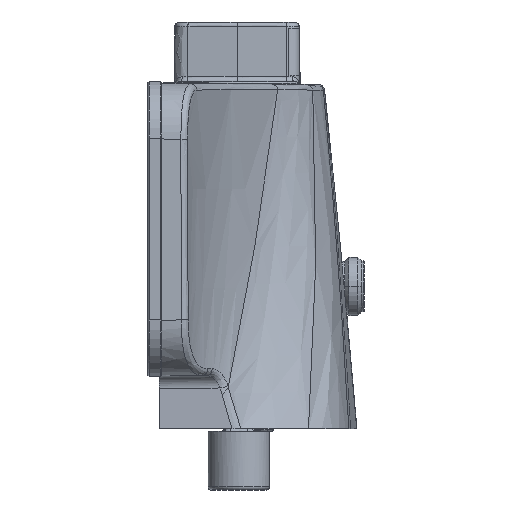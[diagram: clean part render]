
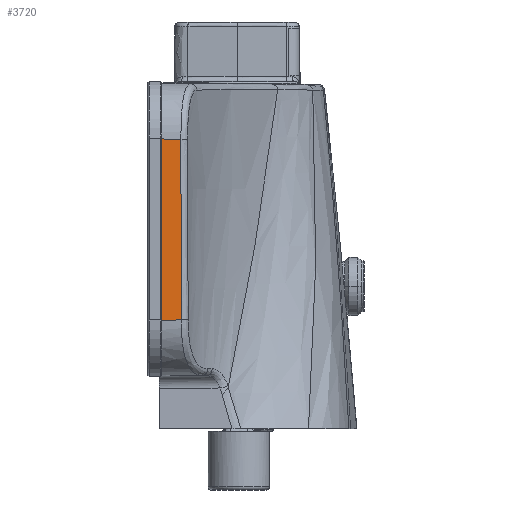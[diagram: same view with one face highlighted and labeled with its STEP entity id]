
A CAD part, left-side view. The second image highlights one B-rep face of the part: STEP entity #3720.
In plain terms, the highlighted cylindrical face has radius 2000 mm (diameter 4000 mm), a partial arc.
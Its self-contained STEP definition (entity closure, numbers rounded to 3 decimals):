
#634 = CARTESIAN_POINT ( 'NONE',  ( -184.887, -5.977, 37.649 ) ) ;
#1673 = CARTESIAN_POINT ( 'NONE',  ( -185.021, 1.221, 102.379 ) ) ;
#2095 = CARTESIAN_POINT ( 'NONE',  ( -184.888, -5.894, 102.151 ) ) ;
#2434 = CARTESIAN_POINT ( 'NONE',  ( -184.888, -5.933, 69.9 ) ) ;
#2860 = AXIS2_PLACEMENT_3D ( 'NONE', #8672, #18449, #13954 ) ;
#3720 = ADVANCED_FACE ( 'NONE', ( #19464 ), #8953, .T. ) ;
#4023 = B_SPLINE_CURVE_WITH_KNOTS ( 'NONE', 3,
 ( #2095, #11918, #15275, #5405 ),
 .UNSPECIFIED., .F., .F.,
 ( 4, 4 ),
 ( 0., 0.914 ),
 .UNSPECIFIED. ) ;
#4283 = CARTESIAN_POINT ( 'NONE',  ( -184.887, -5.977, 37.649 ) ) ;
#4321 = EDGE_CURVE ( 'NONE', #10264, #16966, #12268, .T. ) ;
#5059 = VERTEX_POINT ( 'NONE', #1673 ) ;
#5278 = LINE ( 'NONE', #14058, #20780 ) ;
#5397 = ORIENTED_EDGE ( 'NONE', *, *, #8901, .T. ) ;
#5405 = CARTESIAN_POINT ( 'NONE',  ( -185.021, 1.221, 102.379 ) ) ;
#7543 = CARTESIAN_POINT ( 'NONE',  ( -184.981, -1.178, 37.499 ) ) ;
#7875 = EDGE_LOOP ( 'NONE', ( #13679, #5397, #17167, #12964, #19474 ) ) ;
#8672 = CARTESIAN_POINT ( 'NONE',  ( 1814.695, 34.905, 122.6 ) ) ;
#8901 = EDGE_CURVE ( 'NONE', #17542, #14558, #19107, .T. ) ;
#8953 = CYLINDRICAL_SURFACE ( 'NONE', #2860, 2000. ) ;
#10076 = EDGE_CURVE ( 'NONE', #16966, #5059, #4023, .T. ) ;
#10264 = VERTEX_POINT ( 'NONE', #634 ) ;
#11275 = CARTESIAN_POINT ( 'NONE',  ( -185.021, 1.221, 37.483 ) ) ;
#11386 = CARTESIAN_POINT ( 'NONE',  ( -185.021, 1.221, 37.6 ) ) ;
#11918 = CARTESIAN_POINT ( 'NONE',  ( -184.937, -3.522, 102.227 ) ) ;
#12127 = CARTESIAN_POINT ( 'NONE',  ( -185.021, 1.222, 37.425 ) ) ;
#12268 = LINE ( 'NONE', #2434, #19146 ) ;
#12443 = EDGE_CURVE ( 'NONE', #14558, #10264, #20131, .T. ) ;
#12509 = CARTESIAN_POINT ( 'NONE',  ( -184.888, -5.894, 102.151 ) ) ;
#12964 = ORIENTED_EDGE ( 'NONE', *, *, #4321, .T. ) ;
#13679 = ORIENTED_EDGE ( 'NONE', *, *, #18116, .F. ) ;
#13954 = DIRECTION ( 'NONE',  ( 0., -1., 0. ) ) ;
#14058 = CARTESIAN_POINT ( 'NONE',  ( -185.021, 1.221, 122.6 ) ) ;
#14115 = CARTESIAN_POINT ( 'NONE',  ( -184.936, -3.578, 37.574 ) ) ;
#14558 = VERTEX_POINT ( 'NONE', #12127 ) ;
#14630 = CARTESIAN_POINT ( 'NONE',  ( -185.021, 1.221, 37.6 ) ) ;
#14737 = DIRECTION ( 'NONE',  ( 0., 0.001, 1. ) ) ;
#15275 = CARTESIAN_POINT ( 'NONE',  ( -184.981, -1.151, 102.303 ) ) ;
#15740 = CARTESIAN_POINT ( 'NONE',  ( -185.021, 1.222, 37.425 ) ) ;
#16241 = CARTESIAN_POINT ( 'NONE',  ( -185.021, 1.221, 37.542 ) ) ;
#16316 = CARTESIAN_POINT ( 'NONE',  ( -185.021, 1.222, 37.425 ) ) ;
#16966 = VERTEX_POINT ( 'NONE', #12509 ) ;
#17167 = ORIENTED_EDGE ( 'NONE', *, *, #12443, .T. ) ;
#17309 = DIRECTION ( 'NONE',  ( 0., 0., 1. ) ) ;
#17542 = VERTEX_POINT ( 'NONE', #11386 ) ;
#18116 = EDGE_CURVE ( 'NONE', #17542, #5059, #5278, .T. ) ;
#18449 = DIRECTION ( 'NONE',  ( 0., 0., -1. ) ) ;
#19107 = B_SPLINE_CURVE_WITH_KNOTS ( 'NONE', 3,
 ( #14630, #16241, #11275, #16316 ),
 .UNSPECIFIED., .F., .F.,
 ( 4, 4 ),
 ( 0., 0. ),
 .UNSPECIFIED. ) ;
#19146 = VECTOR ( 'NONE', #14737, 1000. ) ;
#19464 = FACE_OUTER_BOUND ( 'NONE', #7875, .T. ) ;
#19474 = ORIENTED_EDGE ( 'NONE', *, *, #10076, .T. ) ;
#20131 = B_SPLINE_CURVE_WITH_KNOTS ( 'NONE', 3,
 ( #15740, #7543, #14115, #4283 ),
 .UNSPECIFIED., .F., .F.,
 ( 4, 4 ),
 ( 0.085, 1. ),
 .UNSPECIFIED. ) ;
#20780 = VECTOR ( 'NONE', #17309, 1000. ) ;
